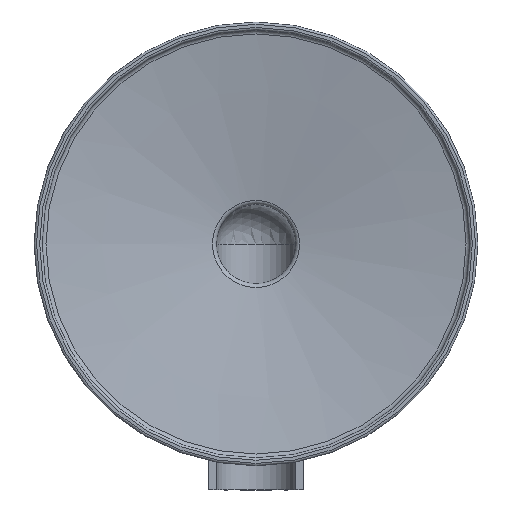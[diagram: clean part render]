
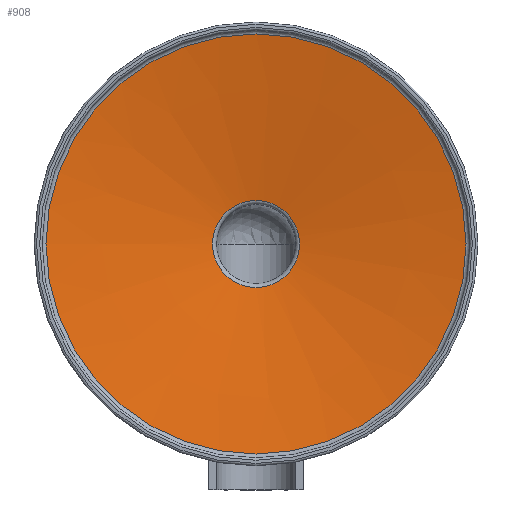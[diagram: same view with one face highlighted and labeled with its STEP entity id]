
A CAD part, top view. The second image highlights one B-rep face of the part: STEP entity #908.
In plain terms, the highlighted conical face has half-angle 80 degrees and reference radius 13.739 mm.
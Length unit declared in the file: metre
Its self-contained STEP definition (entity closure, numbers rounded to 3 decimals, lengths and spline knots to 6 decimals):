
#19=CONICAL_SURFACE('',#1017,0.01374,1.396);
#75=CIRCLE('',#1016,0.06626);
#76=CIRCLE('',#1018,0.01374);
#253=ORIENTED_EDGE('',*,*,#435,.F.);
#254=ORIENTED_EDGE('',*,*,#436,.T.);
#435=EDGE_CURVE('',#535,#535,#75,.T.);
#436=EDGE_CURVE('',#536,#536,#76,.T.);
#535=VERTEX_POINT('',#1506);
#536=VERTEX_POINT('',#1509);
#749=EDGE_LOOP('',(#253));
#750=EDGE_LOOP('',(#254));
#819=FACE_BOUND('',#749,.T.);
#820=FACE_BOUND('',#750,.T.);
#908=ADVANCED_FACE('',(#819,#820),#19,.F.);
#1016=AXIS2_PLACEMENT_3D('',#1505,#1225,#1226);
#1017=AXIS2_PLACEMENT_3D('',#1507,#1227,#1228);
#1018=AXIS2_PLACEMENT_3D('',#1508,#1229,#1230);
#1225=DIRECTION('',(0.,0.,-1.));
#1226=DIRECTION('',(-1.,0.,0.));
#1227=DIRECTION('',(0.,0.,1.));
#1228=DIRECTION('',(1.,0.,0.));
#1229=DIRECTION('',(0.,0.,-1.));
#1230=DIRECTION('',(-1.,0.,0.));
#1505=CARTESIAN_POINT('',(0.07,0.0625,0.194729));
#1506=CARTESIAN_POINT('',(0.00374,0.0625,0.194729));
#1507=CARTESIAN_POINT('',(0.07,0.0625,0.185469));
#1508=CARTESIAN_POINT('',(0.07,0.0625,0.185469));
#1509=CARTESIAN_POINT('',(0.05626,0.0625,0.185469));
